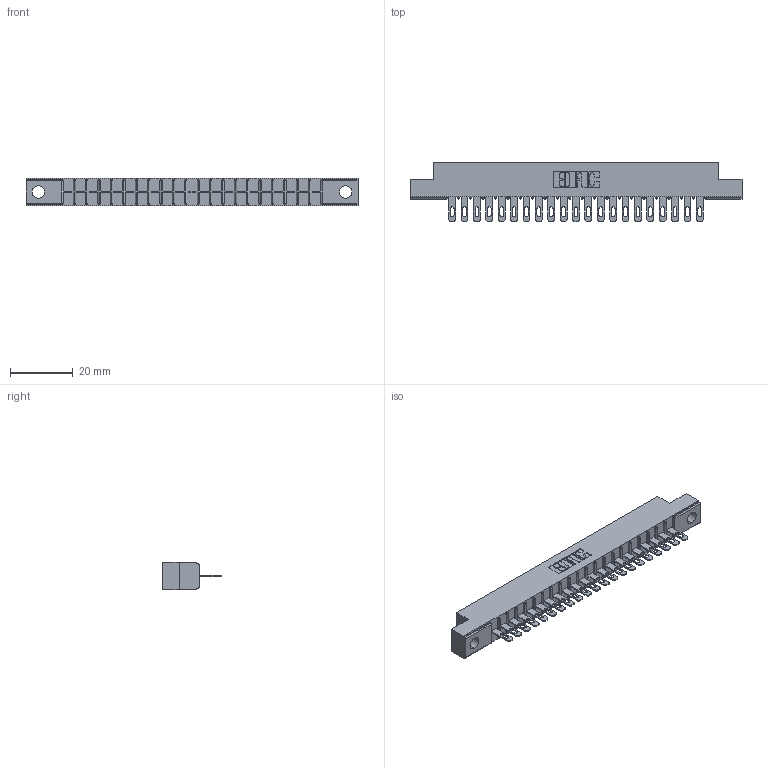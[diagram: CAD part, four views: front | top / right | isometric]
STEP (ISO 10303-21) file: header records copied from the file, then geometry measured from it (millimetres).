
FILE_DESCRIPTION (( 'STEP AP203' ), '1' );
FILE_NAME ('316-021-500-104.STEP', '2018-07-31T01:41:23', ( '' ), ( '' ), 'SwSTEP 2.0', 'SolidWorks 2016', '' );
FILE_SCHEMA (( 'CONFIG_CONTROL_DESIGN' ));
Length unit declared in the file: inch
Products named in the file (3): 306 Part_.156 Dia; 306-290-001_100; 316-021-500-104
Assembly tree (22 placements, depth 2):
  316-021-500-104
    306 Part_.156 Dia
    306-290-001_100  x21
Bounding box: 106.22 x 18.87 x 8.71 mm (x, y, z)
Volume: 7226 mm3; surface area: 10839.9 mm2
Topology: 22 solids, 22 shells, 1726 faces, 4867 edges, 3130 vertices
Faces by surface type: plane 1132, cylinder 510, sphere 84
Entity records: 22886 total; most frequent: CARTESIAN_POINT 3844, ORIENTED_EDGE 3806, DIRECTION 3785, EDGE_CURVE 1903, LINE 1483, VECTOR 1483, VERTEX_POINT 1210, AXIS2_PLACEMENT_3D 1151
